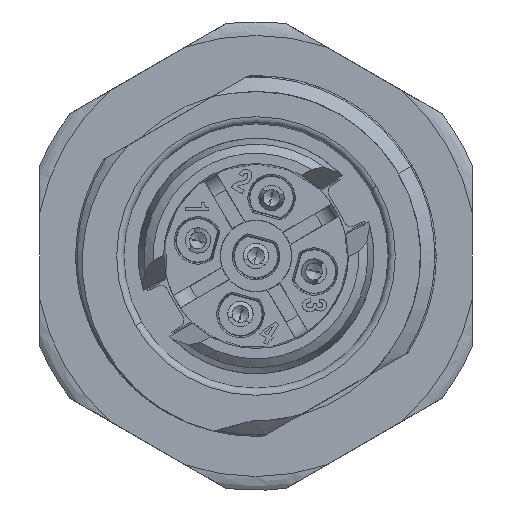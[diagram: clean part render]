
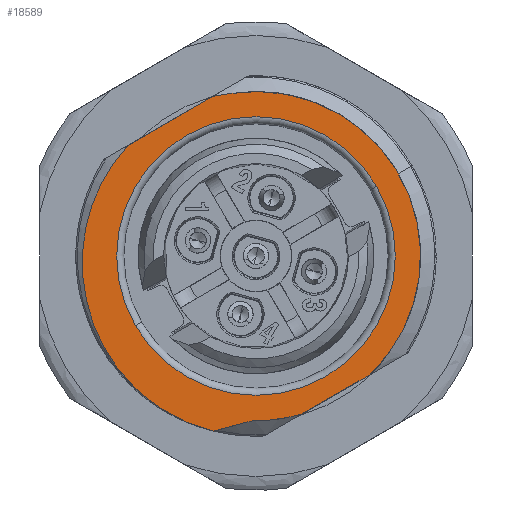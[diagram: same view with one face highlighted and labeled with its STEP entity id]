
A CAD part, front view. The second image highlights one B-rep face of the part: STEP entity #18589.
In plain terms, the highlighted planar face has unit normal (0, -1, 0).
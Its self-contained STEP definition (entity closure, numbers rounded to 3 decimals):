
#3707=CARTESIAN_POINT('',(0.,-7.,0.));
#3708=DIRECTION('',(0.,-1.,0.));
#3709=DIRECTION('',(-0.018,0.,-1.));
#3710=AXIS2_PLACEMENT_3D('',#3707,#3708,#3709);
#3793=CARTESIAN_POINT('',(-1.766,-7.,-7.289));
#3794=CARTESIAN_POINT('',(-1.981,-7.,-7.237));
#3795=CARTESIAN_POINT('',(-2.404,-7.,-7.114));
#3796=CARTESIAN_POINT('',(-3.021,-7.,-6.871));
#3797=CARTESIAN_POINT('',(-3.61,-7.,-6.572));
#3798=CARTESIAN_POINT('',(-4.164,-7.,-6.224));
#3799=CARTESIAN_POINT('',(-4.679,-7.,-5.829));
#3800=CARTESIAN_POINT('',(-4.981,-7.,-5.549));
#3801=CARTESIAN_POINT('',(-5.123,-7.,-5.404));
#3820=CARTESIAN_POINT('',(-5.123,-7.,-5.404));
#3821=CARTESIAN_POINT('',(-5.279,-7.,-5.246));
#3822=CARTESIAN_POINT('',(-5.574,-7.,-4.917));
#3823=CARTESIAN_POINT('',(-5.971,-7.,-4.386));
#3824=CARTESIAN_POINT('',(-6.317,-7.,-3.824));
#3825=CARTESIAN_POINT('',(-6.612,-7.,-3.234));
#3826=CARTESIAN_POINT('',(-6.852,-7.,-2.622));
#3827=CARTESIAN_POINT('',(-7.036,-7.,-1.993));
#3828=CARTESIAN_POINT('',(-7.163,-7.,-1.351));
#3829=CARTESIAN_POINT('',(-7.231,-7.,-0.702));
#3830=CARTESIAN_POINT('',(-7.241,-7.,-0.051));
#3831=CARTESIAN_POINT('',(-7.192,-7.,0.596));
#3832=CARTESIAN_POINT('',(-7.086,-7.,1.236));
#3833=CARTESIAN_POINT('',(-6.923,-7.,1.861));
#3834=CARTESIAN_POINT('',(-6.705,-7.,2.467));
#3835=CARTESIAN_POINT('',(-6.434,-7.,3.051));
#3836=CARTESIAN_POINT('',(-6.112,-7.,3.605));
#3837=CARTESIAN_POINT('',(-5.743,-7.,4.128));
#3838=CARTESIAN_POINT('',(-5.467,-7.,4.451));
#3839=CARTESIAN_POINT('',(-5.322,-7.,4.606));
#3841=DIRECTION('',(0.866,0.,0.5));
#3842=VECTOR('',#3841,4.069);
#3843=CARTESIAN_POINT('',(-5.322,-7.,4.606));
#3844=LINE('',#3843,#3842);
#3845=DIRECTION('',(-0.866,0.,-0.5));
#3846=VECTOR('',#3845,3.286);
#3847=CARTESIAN_POINT('',(4.748,-7.,-4.937));
#3848=LINE('',#3847,#3846);
#3849=DIRECTION('',(-0.966,0.,-0.259));
#3850=VECTOR('',#3849,1.701);
#3851=CARTESIAN_POINT('',(-0.123,-7.,-6.849));
#3852=LINE('',#3851,#3850);
#3853=CARTESIAN_POINT('',(0.,-7.,0.));
#3854=DIRECTION('',(0.,1.,0.));
#3855=DIRECTION('',(0.866,0.,0.5));
#3856=AXIS2_PLACEMENT_3D('',#3853,#3854,#3855);
#3858=CARTESIAN_POINT('',(0.,-7.,0.));
#3859=DIRECTION('',(0.,1.,0.));
#3860=DIRECTION('',(-0.866,0.,-0.5));
#3861=AXIS2_PLACEMENT_3D('',#3858,#3859,#3860);
#3874=CARTESIAN_POINT('',(-1.798,-7.,6.641));
#3875=CARTESIAN_POINT('',(-1.715,-7.,6.66));
#3876=CARTESIAN_POINT('',(-1.548,-7.,6.695));
#3877=CARTESIAN_POINT('',(-1.296,-7.,6.738));
#3878=CARTESIAN_POINT('',(-1.127,-7.,6.761));
#3879=CARTESIAN_POINT('',(-1.042,-7.,6.77));
#5046=CARTESIAN_POINT('',(0.,-7.,0.));
#5047=DIRECTION('',(0.,-1.,0.));
#5048=DIRECTION('',(0.693,0.,-0.721));
#5049=AXIS2_PLACEMENT_3D('',#5046,#5047,#5048);
#5051=CARTESIAN_POINT('',(-1.042,-7.,6.77));
#12091=CARTESIAN_POINT('',(-5.322,-7.,4.606));
#12092=CARTESIAN_POINT('',(-1.798,-7.,6.641));
#12093=VERTEX_POINT('',#12091);
#12094=VERTEX_POINT('',#12092);
#12095=CARTESIAN_POINT('',(4.748,-7.,-4.937));
#12096=CARTESIAN_POINT('',(1.902,-7.,-6.581));
#12097=VERTEX_POINT('',#12095);
#12098=VERTEX_POINT('',#12096);
#12218=CARTESIAN_POINT('',(5.023,-7.,2.9));
#12219=CARTESIAN_POINT('',(-5.023,-7.,-2.9));
#12220=VERTEX_POINT('',#12218);
#12221=VERTEX_POINT('',#12219);
#12235=VERTEX_POINT('',#5051);
#12241=CARTESIAN_POINT('',(-0.123,-7.,-6.849));
#12242=CARTESIAN_POINT('',(-1.766,-7.,-7.289));
#12243=VERTEX_POINT('',#12241);
#12244=VERTEX_POINT('',#12242);
#12246=VERTEX_POINT('',#3801);
#18564=CARTESIAN_POINT('',(0.,-7.,0.));
#18565=DIRECTION('',(0.,-1.,0.));
#18566=DIRECTION('',(0.866,0.,0.5));
#18567=AXIS2_PLACEMENT_3D('',#18564,#18565,#18566);
#18568=PLANE('',#18567);
#18569=ORIENTED_EDGE('',*,*,#17608,.T.);
#18571=ORIENTED_EDGE('',*,*,#18570,.T.);
#18573=ORIENTED_EDGE('',*,*,#18572,.F.);
#18575=ORIENTED_EDGE('',*,*,#18574,.T.);
#18576=ORIENTED_EDGE('',*,*,#18312,.F.);
#18578=ORIENTED_EDGE('',*,*,#18577,.T.);
#18579=ORIENTED_EDGE('',*,*,#18504,.T.);
#18580=ORIENTED_EDGE('',*,*,#18558,.T.);
#18581=EDGE_LOOP('',(#18569,#18571,#18573,#18575,#18576,#18578,#18579,#18580));
#18582=FACE_OUTER_BOUND('',#18581,.F.);
#18584=ORIENTED_EDGE('',*,*,#18583,.F.);
#18586=ORIENTED_EDGE('',*,*,#18585,.F.);
#18587=EDGE_LOOP('',(#18584,#18586));
#18588=FACE_BOUND('',#18587,.F.);
#3711=CIRCLE('',#3710,6.85);
#3802=B_SPLINE_CURVE_WITH_KNOTS('',3,(#3793,#3794,#3795,#3796,#3797,#3798,#3799,
#3800,#3801),.UNSPECIFIED.,.F.,.F.,(4,1,1,1,1,1,4),(0.,0.167,
0.333,0.5,0.667,0.833,1.),
.UNSPECIFIED.);
#3840=B_SPLINE_CURVE_WITH_KNOTS('',3,(#3820,#3821,#3822,#3823,#3824,#3825,#3826,
#3827,#3828,#3829,#3830,#3831,#3832,#3833,#3834,#3835,#3836,#3837,#3838,#3839),
.UNSPECIFIED.,.F.,.F.,(4,1,1,1,1,1,1,1,1,1,1,1,1,1,1,1,1,4),(0.,
0.059,0.118,0.176,0.235,
0.294,0.353,0.412,0.471,
0.529,0.588,0.647,0.706,
0.765,0.824,0.882,0.941,1.),
.UNSPECIFIED.);
#3857=CIRCLE('',#3856,5.8);
#3862=CIRCLE('',#3861,5.8);
#3880=B_SPLINE_CURVE_WITH_KNOTS('',3,(#3874,#3875,#3876,#3877,#3878,#3879),
.UNSPECIFIED.,.F.,.F.,(4,1,1,4),(0.,0.333,0.667,1.),
.UNSPECIFIED.);
#5050=CIRCLE('',#5049,6.85);
#17608=EDGE_CURVE('',#12093,#12094,#3844,.T.);
#18312=EDGE_CURVE('',#12243,#12098,#3711,.T.);
#18504=EDGE_CURVE('',#12244,#12246,#3802,.T.);
#18558=EDGE_CURVE('',#12246,#12093,#3840,.T.);
#18570=EDGE_CURVE('',#12094,#12235,#3880,.T.);
#18572=EDGE_CURVE('',#12097,#12235,#5050,.T.);
#18574=EDGE_CURVE('',#12097,#12098,#3848,.T.);
#18577=EDGE_CURVE('',#12243,#12244,#3852,.T.);
#18583=EDGE_CURVE('',#12220,#12221,#3857,.T.);
#18585=EDGE_CURVE('',#12221,#12220,#3862,.T.);
#18589=ADVANCED_FACE('',(#18582,#18588),#18568,.T.);
